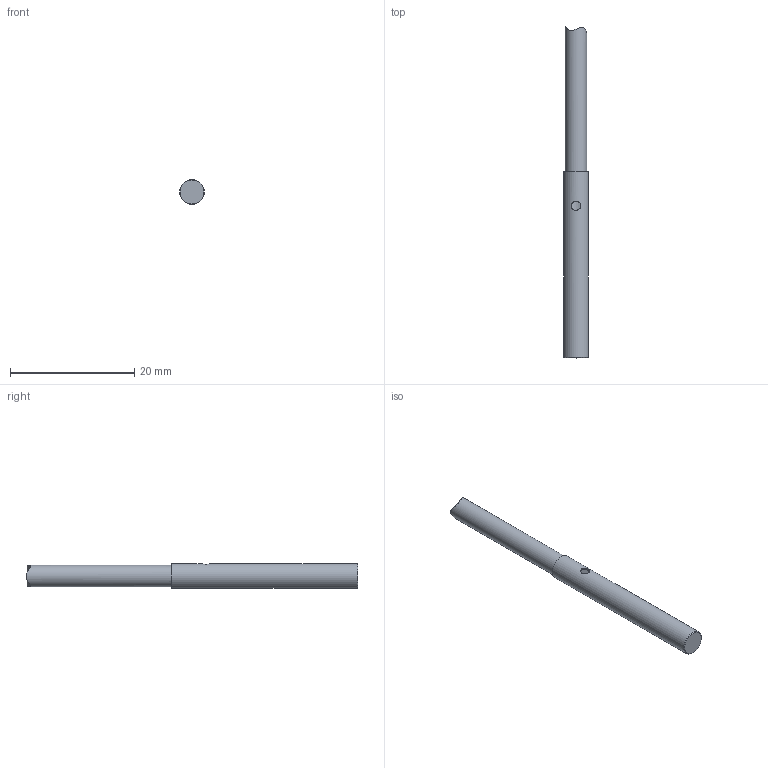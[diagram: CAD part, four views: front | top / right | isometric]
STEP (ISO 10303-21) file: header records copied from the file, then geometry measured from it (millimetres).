
FILE_DESCRIPTION (( 'STEP AP214' ), '1' );
FILE_NAME ('DW-AD-71x-04.STEP', '2018-08-28T22:29:25', ( '' ), ( '' ), 'SwSTEP 2.0', 'SolidWorks 2017', '' );
FILE_SCHEMA (( 'AUTOMOTIVE_DESIGN' ));
Length unit declared in the file: inch
Products named in the file (1): DW-AD-71x-04
Bounding box: 4 x 53.42 x 4 mm (x, y, z)
Volume: 346.1 mm3; surface area: 1053.2 mm2
Topology: 2 solids, 2 shells, 10 faces, 22 edges, 15 vertices
Faces by surface type: cylinder 4, plane 4, bspline 1, cone 1
Full cylindrical faces by diameter (mm): 1.5 x1, 3.5 x1, 3.55 x1, 4 x1
Entity records: 377 total; most frequent: CARTESIAN_POINT 169, DIRECTION 32, ORIENTED_EDGE 18, EDGE_LOOP 18, AXIS2_PLACEMENT_3D 16, FACE_OUTER_BOUND 14, ADVANCED_FACE 10, VERTEX_POINT 9
